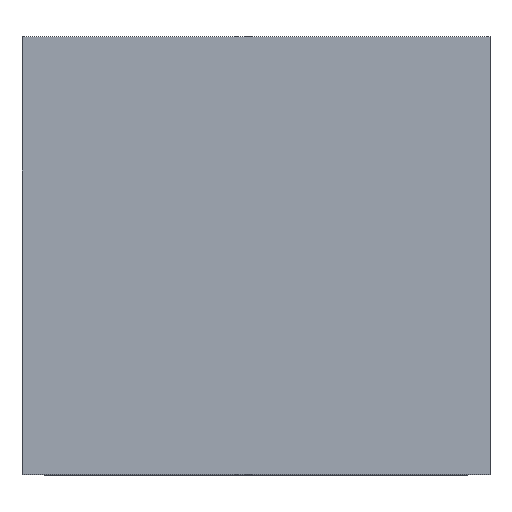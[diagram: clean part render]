
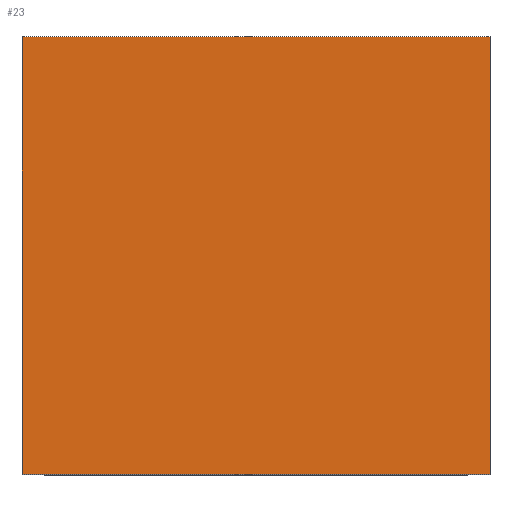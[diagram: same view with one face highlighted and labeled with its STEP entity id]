
A CAD part, top view. The second image highlights one B-rep face of the part: STEP entity #23.
In plain terms, the highlighted planar face has unit normal (0, 0, 1).
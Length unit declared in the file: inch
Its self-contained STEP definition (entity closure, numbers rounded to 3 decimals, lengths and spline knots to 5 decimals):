
#23=ADVANCED_FACE('',(#37),#211,.T.);
#37=FACE_OUTER_BOUND('',#51,.T.);
#51=EDGE_LOOP('',(#96,#97,#98,#99));
#96=ORIENTED_EDGE('',*,*,#151,.T.);
#97=ORIENTED_EDGE('',*,*,#144,.F.);
#98=ORIENTED_EDGE('',*,*,#150,.F.);
#99=ORIENTED_EDGE('',*,*,#149,.F.);
#144=EDGE_CURVE('',#198,#199,#176,.T.);
#149=EDGE_CURVE('',#203,#202,#181,.T.);
#150=EDGE_CURVE('',#202,#198,#182,.T.);
#151=EDGE_CURVE('',#203,#199,#183,.T.);
#176=B_SPLINE_CURVE_WITH_KNOTS('',1,(#421,#422),.UNSPECIFIED.,.F.,.F.,(2,
2),(3.79506,4.17006),.UNSPECIFIED.);
#181=B_SPLINE_CURVE_WITH_KNOTS('',1,(#431,#432),.UNSPECIFIED.,.F.,.F.,(2,
2),(0.95913,1.33413),.UNSPECIFIED.);
#182=B_SPLINE_CURVE_WITH_KNOTS('',1,(#433,#434,#435,#436),.UNSPECIFIED.,
 .F.,.F.,(2,1,1,2),(1.42562,1.48312,1.76915,1.82666),
 .UNSPECIFIED.);
#183=B_SPLINE_CURVE_WITH_KNOTS('',1,(#437,#438,#439,#440),.UNSPECIFIED.,
 .F.,.F.,(2,1,1,2),(1.42562,1.48312,1.76915,1.82666),
 .UNSPECIFIED.);
#198=VERTEX_POINT('',#367);
#199=VERTEX_POINT('',#368);
#202=VERTEX_POINT('',#371);
#203=VERTEX_POINT('',#372);
#211=PLANE('',#315);
#315=AXIS2_PLACEMENT_3D('',#347,#331,$);
#331=DIRECTION('',(0.,0.,1.));
#347=CARTESIAN_POINT('',(0.48799,0.,0.375));
#367=CARTESIAN_POINT('',(-0.02604,0.,0.375));
#368=CARTESIAN_POINT('',(-0.02604,0.375,0.375));
#371=CARTESIAN_POINT('',(0.375,0.,0.375));
#372=CARTESIAN_POINT('',(0.375,0.375,0.375));
#421=CARTESIAN_POINT('',(-0.02604,0.,0.375));
#422=CARTESIAN_POINT('',(-0.02604,0.375,0.375));
#431=CARTESIAN_POINT('',(0.375,0.375,0.375));
#432=CARTESIAN_POINT('',(0.375,0.,0.375));
#433=CARTESIAN_POINT('',(0.375,0.,0.375));
#434=CARTESIAN_POINT('',(0.31749,0.,0.375));
#435=CARTESIAN_POINT('',(0.03147,0.,0.375));
#436=CARTESIAN_POINT('',(-0.02604,0.,0.375));
#437=CARTESIAN_POINT('',(0.375,0.375,0.375));
#438=CARTESIAN_POINT('',(0.31749,0.375,0.375));
#439=CARTESIAN_POINT('',(0.03147,0.375,0.375));
#440=CARTESIAN_POINT('',(-0.02604,0.375,0.375));
